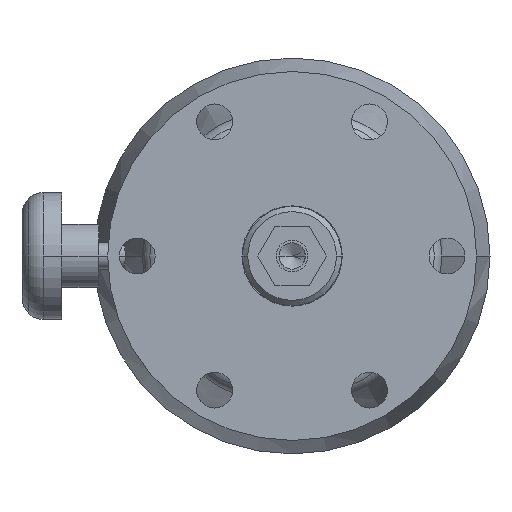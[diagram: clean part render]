
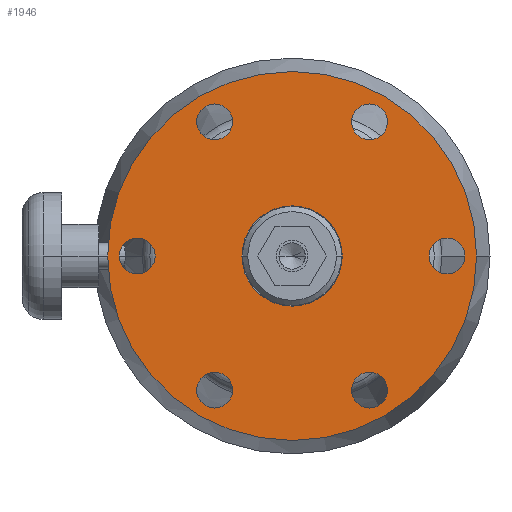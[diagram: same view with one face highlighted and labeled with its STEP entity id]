
A CAD part, left-side view. The second image highlights one B-rep face of the part: STEP entity #1946.
In plain terms, the highlighted planar face has unit normal (-1, 0, 0).
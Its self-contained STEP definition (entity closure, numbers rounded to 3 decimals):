
#181=CARTESIAN_POINT('',(0.,0.,0.));
#182=DIRECTION('',(1.,0.,0.));
#183=DIRECTION('',(0.,-1.,0.));
#184=AXIS2_PLACEMENT_3D('',#181,#182,#183);
#186=CARTESIAN_POINT('',(0.,0.,0.));
#187=DIRECTION('',(1.,0.,0.));
#188=DIRECTION('',(0.,1.,0.));
#189=AXIS2_PLACEMENT_3D('',#186,#187,#188);
#191=CARTESIAN_POINT('',(0.,29.35,0.));
#192=DIRECTION('',(-1.,0.,0.));
#193=DIRECTION('',(0.,0.,-1.));
#194=AXIS2_PLACEMENT_3D('',#191,#192,#193);
#196=CARTESIAN_POINT('',(0.,29.35,0.));
#197=DIRECTION('',(-1.,0.,0.));
#198=DIRECTION('',(0.,0.,1.));
#199=AXIS2_PLACEMENT_3D('',#196,#197,#198);
#201=CARTESIAN_POINT('',(0.,-14.675,25.418));
#202=DIRECTION('',(-1.,0.,0.));
#203=DIRECTION('',(0.,0.866,0.5));
#204=AXIS2_PLACEMENT_3D('',#201,#202,#203);
#206=CARTESIAN_POINT('',(0.,-14.675,25.418));
#207=DIRECTION('',(-1.,0.,0.));
#208=DIRECTION('',(0.,-0.866,-0.5));
#209=AXIS2_PLACEMENT_3D('',#206,#207,#208);
#211=CARTESIAN_POINT('',(0.,14.675,25.418));
#212=DIRECTION('',(-1.,0.,0.));
#213=DIRECTION('',(0.,0.866,-0.5));
#214=AXIS2_PLACEMENT_3D('',#211,#212,#213);
#216=CARTESIAN_POINT('',(0.,14.675,25.418));
#217=DIRECTION('',(-1.,0.,0.));
#218=DIRECTION('',(0.,-0.866,0.5));
#219=AXIS2_PLACEMENT_3D('',#216,#217,#218);
#221=CARTESIAN_POINT('',(0.,-29.35,0.));
#222=DIRECTION('',(-1.,0.,0.));
#223=DIRECTION('',(0.,0.,1.));
#224=AXIS2_PLACEMENT_3D('',#221,#222,#223);
#226=CARTESIAN_POINT('',(0.,-29.35,0.));
#227=DIRECTION('',(-1.,0.,0.));
#228=DIRECTION('',(0.,0.,-1.));
#229=AXIS2_PLACEMENT_3D('',#226,#227,#228);
#231=CARTESIAN_POINT('',(0.,-14.675,-25.418));
#232=DIRECTION('',(-1.,0.,0.));
#233=DIRECTION('',(0.,-0.866,0.5));
#234=AXIS2_PLACEMENT_3D('',#231,#232,#233);
#236=CARTESIAN_POINT('',(0.,-14.675,-25.418));
#237=DIRECTION('',(-1.,0.,0.));
#238=DIRECTION('',(0.,0.866,-0.5));
#239=AXIS2_PLACEMENT_3D('',#236,#237,#238);
#241=CARTESIAN_POINT('',(0.,14.675,-25.418));
#242=DIRECTION('',(-1.,0.,0.));
#243=DIRECTION('',(0.,-0.866,-0.5));
#244=AXIS2_PLACEMENT_3D('',#241,#242,#243);
#246=CARTESIAN_POINT('',(0.,14.675,-25.418));
#247=DIRECTION('',(-1.,0.,0.));
#248=DIRECTION('',(0.,0.866,0.5));
#249=AXIS2_PLACEMENT_3D('',#246,#247,#248);
#251=CARTESIAN_POINT('',(0.,0.,0.));
#252=DIRECTION('',(-1.,0.,0.));
#253=DIRECTION('',(0.,1.,0.));
#254=AXIS2_PLACEMENT_3D('',#251,#252,#253);
#256=CARTESIAN_POINT('',(0.,0.,0.));
#257=DIRECTION('',(-1.,0.,0.));
#258=DIRECTION('',(0.,-1.,0.));
#259=AXIS2_PLACEMENT_3D('',#256,#257,#258);
#1571=CARTESIAN_POINT('',(0.,34.95,0.));
#1572=VERTEX_POINT('',#1571);
#1573=CARTESIAN_POINT('',(0.,-34.95,0.));
#1574=VERTEX_POINT('',#1573);
#1575=CARTESIAN_POINT('',(0.,9.5,0.));
#1576=CARTESIAN_POINT('',(0.,-9.5,0.));
#1577=VERTEX_POINT('',#1575);
#1578=VERTEX_POINT('',#1576);
#1579=CARTESIAN_POINT('',(0.,29.35,-3.4));
#1580=CARTESIAN_POINT('',(0.,29.35,3.4));
#1581=VERTEX_POINT('',#1579);
#1582=VERTEX_POINT('',#1580);
#1583=CARTESIAN_POINT('',(0.,-11.731,
27.118));
#1584=CARTESIAN_POINT('',(0.,-17.619,
23.718));
#1585=VERTEX_POINT('',#1583);
#1586=VERTEX_POINT('',#1584);
#1587=CARTESIAN_POINT('',(0.,17.619,
23.718));
#1588=CARTESIAN_POINT('',(0.,11.731,
27.118));
#1589=VERTEX_POINT('',#1587);
#1590=VERTEX_POINT('',#1588);
#1591=CARTESIAN_POINT('',(0.,-29.35,3.4));
#1592=CARTESIAN_POINT('',(0.,-29.35,-3.4));
#1593=VERTEX_POINT('',#1591);
#1594=VERTEX_POINT('',#1592);
#1595=CARTESIAN_POINT('',(0.,-17.619,
-23.718));
#1596=CARTESIAN_POINT('',(0.,-11.731,
-27.118));
#1597=VERTEX_POINT('',#1595);
#1598=VERTEX_POINT('',#1596);
#1599=CARTESIAN_POINT('',(0.,11.731,
-27.118));
#1600=CARTESIAN_POINT('',(0.,17.619,
-23.718));
#1601=VERTEX_POINT('',#1599);
#1602=VERTEX_POINT('',#1600);
#1895=CARTESIAN_POINT('',(0.,0.,
0.));
#1896=DIRECTION('',(1.,0.,0.));
#1897=DIRECTION('',(0.,0.,1.));
#1898=AXIS2_PLACEMENT_3D('',#1895,#1896,#1897);
#1899=PLANE('',#1898);
#1900=ORIENTED_EDGE('',*,*,#1889,.T.);
#1901=ORIENTED_EDGE('',*,*,#1875,.T.);
#1902=EDGE_LOOP('',(#1900,#1901));
#1903=FACE_OUTER_BOUND('',#1902,.F.);
#1905=ORIENTED_EDGE('',*,*,#1904,.T.);
#1907=ORIENTED_EDGE('',*,*,#1906,.T.);
#1908=EDGE_LOOP('',(#1905,#1907));
#1909=FACE_BOUND('',#1908,.F.);
#1911=ORIENTED_EDGE('',*,*,#1910,.T.);
#1913=ORIENTED_EDGE('',*,*,#1912,.T.);
#1914=EDGE_LOOP('',(#1911,#1913));
#1915=FACE_BOUND('',#1914,.F.);
#1917=ORIENTED_EDGE('',*,*,#1916,.T.);
#1919=ORIENTED_EDGE('',*,*,#1918,.T.);
#1920=EDGE_LOOP('',(#1917,#1919));
#1921=FACE_BOUND('',#1920,.F.);
#1923=ORIENTED_EDGE('',*,*,#1922,.T.);
#1925=ORIENTED_EDGE('',*,*,#1924,.T.);
#1926=EDGE_LOOP('',(#1923,#1925));
#1927=FACE_BOUND('',#1926,.F.);
#1929=ORIENTED_EDGE('',*,*,#1928,.T.);
#1931=ORIENTED_EDGE('',*,*,#1930,.T.);
#1932=EDGE_LOOP('',(#1929,#1931));
#1933=FACE_BOUND('',#1932,.F.);
#1935=ORIENTED_EDGE('',*,*,#1934,.T.);
#1937=ORIENTED_EDGE('',*,*,#1936,.T.);
#1938=EDGE_LOOP('',(#1935,#1937));
#1939=FACE_BOUND('',#1938,.F.);
#1941=ORIENTED_EDGE('',*,*,#1940,.T.);
#1943=ORIENTED_EDGE('',*,*,#1942,.T.);
#1944=EDGE_LOOP('',(#1941,#1943));
#1945=FACE_BOUND('',#1944,.F.);
#1946=ADVANCED_FACE('',(#1903,#1909,#1915,#1921,#1927,#1933,#1939,#1945),#1899,
.F.);
#185=CIRCLE('',#184,34.95);
#190=CIRCLE('',#189,34.95);
#195=CIRCLE('',#194,3.4);
#200=CIRCLE('',#199,3.4);
#205=CIRCLE('',#204,3.4);
#210=CIRCLE('',#209,3.4);
#215=CIRCLE('',#214,3.4);
#220=CIRCLE('',#219,3.4);
#225=CIRCLE('',#224,3.4);
#230=CIRCLE('',#229,3.4);
#235=CIRCLE('',#234,3.4);
#240=CIRCLE('',#239,3.4);
#245=CIRCLE('',#244,3.4);
#250=CIRCLE('',#249,3.4);
#255=CIRCLE('',#254,9.5);
#260=CIRCLE('',#259,9.5);
#1875=EDGE_CURVE('',#1572,#1574,#190,.T.);
#1889=EDGE_CURVE('',#1574,#1572,#185,.T.);
#1904=EDGE_CURVE('',#1581,#1582,#195,.T.);
#1906=EDGE_CURVE('',#1582,#1581,#200,.T.);
#1910=EDGE_CURVE('',#1585,#1586,#205,.T.);
#1912=EDGE_CURVE('',#1586,#1585,#210,.T.);
#1916=EDGE_CURVE('',#1589,#1590,#215,.T.);
#1918=EDGE_CURVE('',#1590,#1589,#220,.T.);
#1922=EDGE_CURVE('',#1593,#1594,#225,.T.);
#1924=EDGE_CURVE('',#1594,#1593,#230,.T.);
#1928=EDGE_CURVE('',#1597,#1598,#235,.T.);
#1930=EDGE_CURVE('',#1598,#1597,#240,.T.);
#1934=EDGE_CURVE('',#1601,#1602,#245,.T.);
#1936=EDGE_CURVE('',#1602,#1601,#250,.T.);
#1940=EDGE_CURVE('',#1577,#1578,#255,.T.);
#1942=EDGE_CURVE('',#1578,#1577,#260,.T.);
